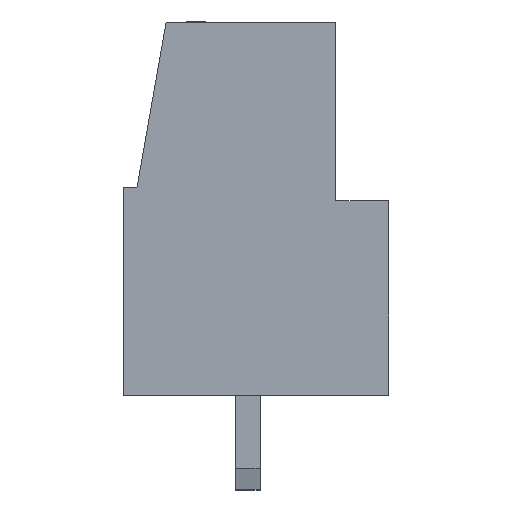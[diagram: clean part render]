
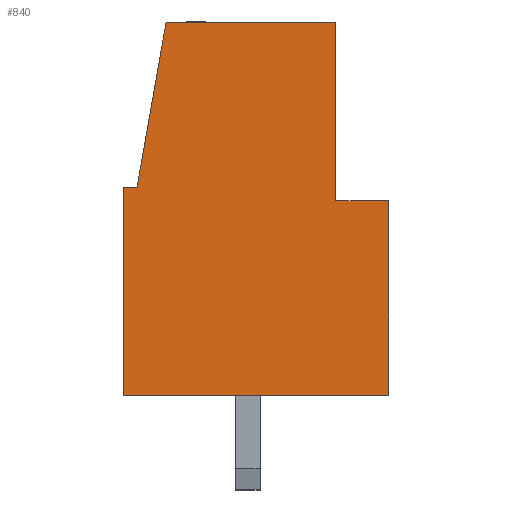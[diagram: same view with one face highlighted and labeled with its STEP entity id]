
A CAD part, left-side view. The second image highlights one B-rep face of the part: STEP entity #840.
In plain terms, the highlighted planar face has unit normal (-1, 0, 0).
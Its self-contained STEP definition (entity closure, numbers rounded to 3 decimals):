
#840 = ADVANCED_FACE( '', ( #1802 ), #1803, .T. );
#1802 = FACE_OUTER_BOUND( '', #2880, .T. );
#1803 = PLANE( '', #2881 );
#2880 = EDGE_LOOP( '', ( #5236, #5237, #5238, #5239, #5240, #5241, #5242, #5243 ) );
#2881 = AXIS2_PLACEMENT_3D( '', #5244, #5245, #5246 );
#5236 = ORIENTED_EDGE( '', *, *, #7380, .T. );
#5237 = ORIENTED_EDGE( '', *, *, #6799, .F. );
#5238 = ORIENTED_EDGE( '', *, *, #6886, .T. );
#5239 = ORIENTED_EDGE( '', *, *, #6988, .F. );
#5240 = ORIENTED_EDGE( '', *, *, #6466, .F. );
#5241 = ORIENTED_EDGE( '', *, *, #7403, .T. );
#5242 = ORIENTED_EDGE( '', *, *, #6860, .F. );
#5243 = ORIENTED_EDGE( '', *, *, #6708, .F. );
#5244 = CARTESIAN_POINT( '', ( -2.54, 0., 0. ) );
#5245 = DIRECTION( '', ( -1., 0., 0. ) );
#5246 = DIRECTION( '', ( 0., 0., 1. ) );
#6466 = EDGE_CURVE( '', #7718, #7720, #7721, .T. );
#6708 = EDGE_CURVE( '', #8139, #8141, #8142, .T. );
#6799 = EDGE_CURVE( '', #8293, #8295, #8296, .T. );
#6860 = EDGE_CURVE( '', #8141, #8396, #8397, .T. );
#6886 = EDGE_CURVE( '', #8293, #8435, #8437, .T. );
#6988 = EDGE_CURVE( '', #7720, #8435, #8599, .T. );
#7380 = EDGE_CURVE( '', #8139, #8295, #9146, .T. );
#7403 = EDGE_CURVE( '', #7718, #8396, #9181, .T. );
#7718 = VERTEX_POINT( '', #9543 );
#7720 = VERTEX_POINT( '', #9546 );
#7721 = LINE( '', #9547, #9548 );
#8139 = VERTEX_POINT( '', #10152 );
#8141 = VERTEX_POINT( '', #10155 );
#8142 = LINE( '', #10156, #10157 );
#8293 = VERTEX_POINT( '', #10381 );
#8295 = VERTEX_POINT( '', #10384 );
#8296 = LINE( '', #10385, #10386 );
#8396 = VERTEX_POINT( '', #10536 );
#8397 = LINE( '', #10537, #10538 );
#8435 = VERTEX_POINT( '', #10594 );
#8437 = LINE( '', #10597, #10598 );
#8599 = LINE( '', #10833, #10834 );
#9146 = LINE( '', #11655, #11656 );
#9181 = LINE( '', #11705, #11706 );
#9543 = CARTESIAN_POINT( '', ( -2.54, -1.576, 13.8 ) );
#9546 = CARTESIAN_POINT( '', ( -2.54, -7.85, 13.8 ) );
#9547 = CARTESIAN_POINT( '', ( -2.54, -1.576, 13.8 ) );
#9548 = VECTOR( '', #12098, 1000. );
#10152 = CARTESIAN_POINT( '', ( -2.54, 0., 0. ) );
#10155 = CARTESIAN_POINT( '', ( -2.54, 0., 7.7 ) );
#10156 = CARTESIAN_POINT( '', ( -2.54, 0., 0. ) );
#10157 = VECTOR( '', #12313, 1000. );
#10381 = CARTESIAN_POINT( '', ( -2.54, -9.8, 7.2 ) );
#10384 = CARTESIAN_POINT( '', ( -2.54, -9.8, 0. ) );
#10385 = CARTESIAN_POINT( '', ( -2.54, -9.8, 7.2 ) );
#10386 = VECTOR( '', #12394, 1000. );
#10536 = CARTESIAN_POINT( '', ( -2.54, -0.5, 7.7 ) );
#10537 = CARTESIAN_POINT( '', ( -2.54, 0., 7.7 ) );
#10538 = VECTOR( '', #12445, 1000. );
#10594 = CARTESIAN_POINT( '', ( -2.54, -7.85, 7.2 ) );
#10597 = CARTESIAN_POINT( '', ( -2.54, -9.8, 7.2 ) );
#10598 = VECTOR( '', #12465, 1000. );
#10833 = CARTESIAN_POINT( '', ( -2.54, -7.85, 13.8 ) );
#10834 = VECTOR( '', #12554, 1000. );
#11655 = CARTESIAN_POINT( '', ( -2.54, 0., 0. ) );
#11656 = VECTOR( '', #12892, 1000. );
#11705 = CARTESIAN_POINT( '', ( -2.54, -1.576, 13.8 ) );
#11706 = VECTOR( '', #12916, 1000. );
#12098 = DIRECTION( '', ( 0., -1., 0. ) );
#12313 = DIRECTION( '', ( 0., 0., 1. ) );
#12394 = DIRECTION( '', ( 0., 0., -1. ) );
#12445 = DIRECTION( '', ( 0., -1., 0. ) );
#12465 = DIRECTION( '', ( 0., 1., 0. ) );
#12554 = DIRECTION( '', ( 0., 0., -1. ) );
#12892 = DIRECTION( '', ( 0., -1., 0. ) );
#12916 = DIRECTION( '', ( 0., 0.174, -0.985 ) );
